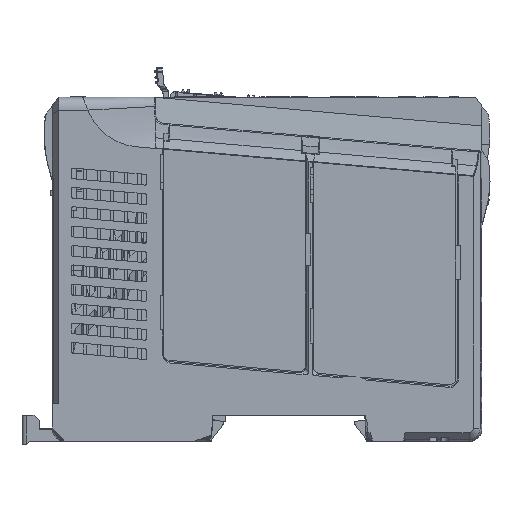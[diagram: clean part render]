
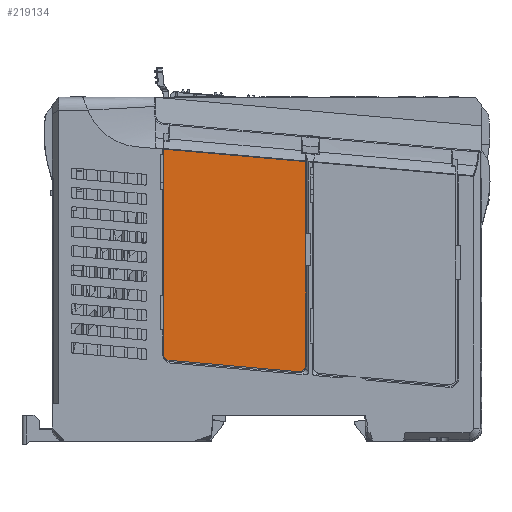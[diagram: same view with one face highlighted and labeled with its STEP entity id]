
A CAD part, top view. The second image highlights one B-rep face of the part: STEP entity #219134.
In plain terms, the highlighted planar face has unit normal (0, 0, 1).
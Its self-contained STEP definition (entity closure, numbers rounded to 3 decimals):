
#202286=DIRECTION('',(-0.996,0.087,0.));
#202287=VECTOR('',#202286,33.297);
#202288=CARTESIAN_POINT('',(3.9,59.518,
98.217));
#202289=LINE('',#202288,#202287);
#202290=DIRECTION('',(0.,1.,0.));
#202291=VECTOR('',#202290,47.363);
#202292=CARTESIAN_POINT('',(3.9,12.155,
98.217));
#202293=LINE('',#202292,#202291);
#202294=CARTESIAN_POINT('',(2.4,12.155,
98.217));
#202295=DIRECTION('',(0.,0.,1.));
#202296=DIRECTION('',(-0.087,-0.996,0.));
#202297=AXIS2_PLACEMENT_3D('',#202294,#202295,#202296);
#202299=DIRECTION('',(0.996,-0.087,0.));
#202300=VECTOR('',#202299,30.285);
#202301=CARTESIAN_POINT('',(-27.901,13.3,
98.217));
#202302=LINE('',#202301,#202300);
#202303=CARTESIAN_POINT('',(-27.77,14.795,
98.217));
#202304=DIRECTION('',(0.,0.,-1.));
#202305=DIRECTION('',(-0.087,-0.996,0.));
#202306=AXIS2_PLACEMENT_3D('',#202303,#202304,#202305);
#202308=DIRECTION('',(0.,1.,0.));
#202309=VECTOR('',#202308,47.626);
#202310=CARTESIAN_POINT('',(-29.27,14.795,
98.217));
#202311=LINE('',#202310,#202309);
#203187=CARTESIAN_POINT('',(-29.27,14.795,
98.217));
#203188=CARTESIAN_POINT('',(-27.901,13.3,
98.217));
#203189=VERTEX_POINT('',#203187);
#203190=VERTEX_POINT('',#203188);
#203988=CARTESIAN_POINT('',(2.269,10.661,
98.217));
#203989=CARTESIAN_POINT('',(3.9,12.155,
98.217));
#203990=VERTEX_POINT('',#203988);
#203991=VERTEX_POINT('',#203989);
#204012=CARTESIAN_POINT('',(3.9,59.518,
98.217));
#204013=CARTESIAN_POINT('',(-29.27,62.42,
98.217));
#204014=VERTEX_POINT('',#204012);
#204015=VERTEX_POINT('',#204013);
#219119=CARTESIAN_POINT('',(-28.7,18.383,
98.217));
#219120=DIRECTION('',(0.,0.,1.));
#219121=DIRECTION('',(0.,1.,0.));
#219122=AXIS2_PLACEMENT_3D('',#219119,#219120,#219121);
#219123=PLANE('',#219122);
#219124=ORIENTED_EDGE('',*,*,#218983,.F.);
#219125=ORIENTED_EDGE('',*,*,#219070,.F.);
#219126=ORIENTED_EDGE('',*,*,#216244,.F.);
#219127=ORIENTED_EDGE('',*,*,#219114,.F.);
#219129=ORIENTED_EDGE('',*,*,#219128,.T.);
#219131=ORIENTED_EDGE('',*,*,#219130,.T.);
#219132=EDGE_LOOP('',(#219124,#219125,#219126,#219127,#219129,#219131));
#219133=FACE_OUTER_BOUND('',#219132,.F.);
#219134=ADVANCED_FACE('',(#219133),#219123,.T.);
#202298=CIRCLE('',#202297,1.5);
#202307=CIRCLE('',#202306,1.5);
#216244=EDGE_CURVE('',#203990,#203991,#202298,.T.);
#218983=EDGE_CURVE('',#204014,#204015,#202289,.T.);
#219070=EDGE_CURVE('',#203991,#204014,#202293,.T.);
#219114=EDGE_CURVE('',#203190,#203990,#202302,.T.);
#219128=EDGE_CURVE('',#203190,#203189,#202307,.T.);
#219130=EDGE_CURVE('',#203189,#204015,#202311,.T.);
